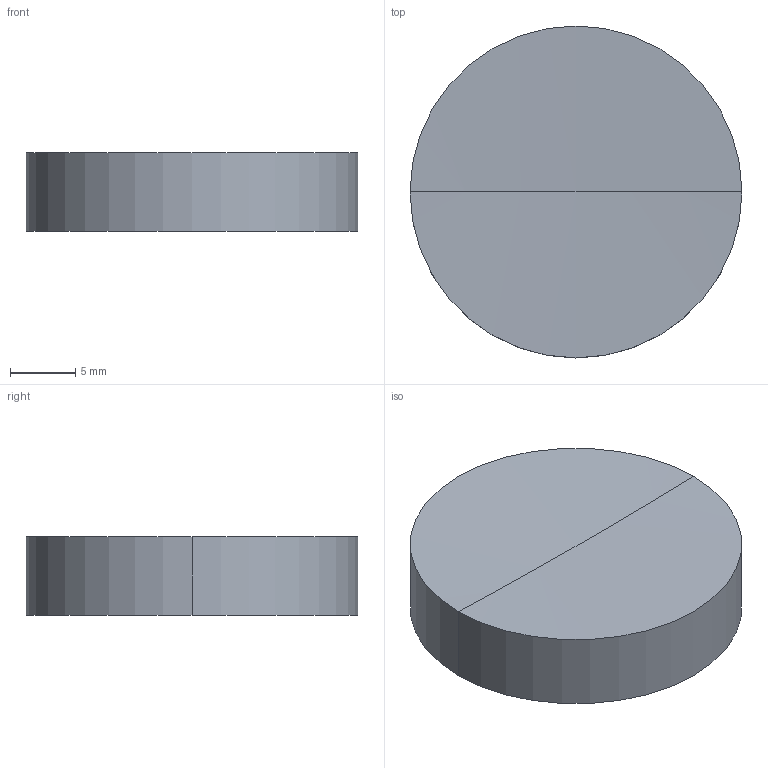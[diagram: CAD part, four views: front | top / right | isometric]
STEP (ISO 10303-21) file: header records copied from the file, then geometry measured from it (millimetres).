
FILE_DESCRIPTION (( 'STEP AP203' ), '1' );
FILE_NAME ('010-0209E_N-BK7_PCV_window.STEP', '2021-02-25T11:14:44', ( '' ), ( '' ), 'SwSTEP 2.0', 'SolidWorks 2019', '' );
FILE_SCHEMA (( 'CONFIG_CONTROL_DESIGN' ));
Length unit declared in the file: millimetre
Products named in the file (1): 010-0209E_N-BK7_PCV_window
Bounding box: 25.4 x 25.4 x 6 mm (x, y, z)
Volume: 2989.1 mm3; surface area: 1492.3 mm2
Topology: 1 solids, 1 shells, 5 faces, 8 edges, 5 vertices
Faces by surface type: sphere 2, cylinder 2, plane 1
Entity records: 197 total; most frequent: DIRECTION 26, CARTESIAN_POINT 19, ORIENTED_EDGE 16, AXIS2_PLACEMENT_3D 12, PERSON_AND_ORGANIZATION 8, EDGE_CURVE 8, CIRCLE 6, LOCAL_TIME 5
